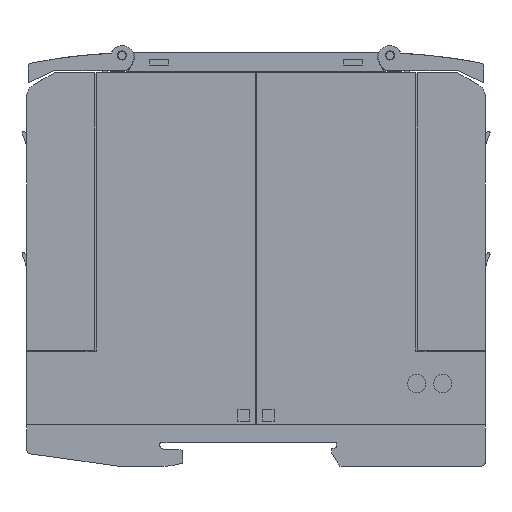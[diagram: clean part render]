
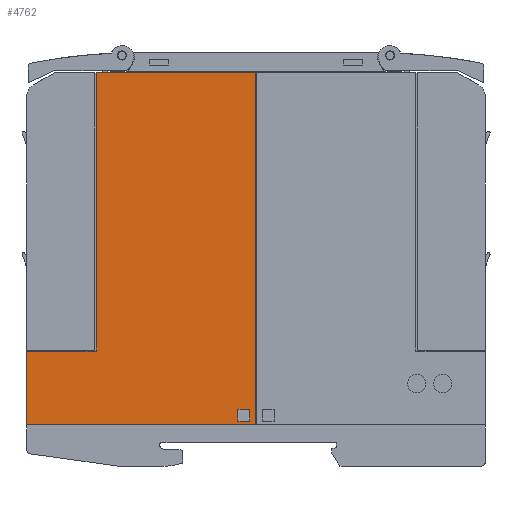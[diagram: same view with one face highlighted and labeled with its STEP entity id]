
A CAD part, left-side view. The second image highlights one B-rep face of the part: STEP entity #4762.
In plain terms, the highlighted planar face has unit normal (-1, 0, 0).
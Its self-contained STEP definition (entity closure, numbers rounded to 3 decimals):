
#4762=ADVANCED_FACE('',(#9685,#9686),#9687,.T.);
#9685=FACE_OUTER_BOUND('',#14647,.T.);
#9686=FACE_BOUND('',#14648,.T.);
#9687=PLANE('',#14649);
#14647=EDGE_LOOP('',(#29884,#29885,#29886,#29887,#29888,#29889));
#14648=EDGE_LOOP('',(#29890,#29891,#29892,#29893));
#14649=AXIS2_PLACEMENT_3D('',#29894,#29895,#29896);
#29884=ORIENTED_EDGE('',*,*,#35303,.T.);
#29885=ORIENTED_EDGE('',*,*,#36291,.F.);
#29886=ORIENTED_EDGE('',*,*,#36274,.T.);
#29887=ORIENTED_EDGE('',*,*,#36298,.T.);
#29888=ORIENTED_EDGE('',*,*,#36301,.T.);
#29889=ORIENTED_EDGE('',*,*,#36287,.T.);
#29890=ORIENTED_EDGE('',*,*,#36280,.T.);
#29891=ORIENTED_EDGE('',*,*,#36259,.T.);
#29892=ORIENTED_EDGE('',*,*,#36267,.T.);
#29893=ORIENTED_EDGE('',*,*,#36284,.T.);
#29894=CARTESIAN_POINT('',(0.0,75.98,9.001));
#29895=DIRECTION('',(-1.0,0.0,0.0));
#29896=DIRECTION('',(0.0,1.0,0.0));
#35303=EDGE_CURVE('',#43917,#43914,#43918,.T.);
#36259=EDGE_CURVE('',#45345,#45343,#45346,.T.);
#36267=EDGE_CURVE('',#45343,#45354,#45356,.T.);
#36274=EDGE_CURVE('',#45368,#45366,#45369,.T.);
#36280=EDGE_CURVE('',#45378,#45345,#45379,.T.);
#36284=EDGE_CURVE('',#45354,#45378,#45383,.T.);
#36287=EDGE_CURVE('',#45387,#43917,#45388,.T.);
#36291=EDGE_CURVE('',#45368,#43914,#45392,.T.);
#36298=EDGE_CURVE('',#45366,#45400,#45402,.T.);
#36301=EDGE_CURVE('',#45400,#45387,#45405,.T.);
#43914=VERTEX_POINT('',#56813);
#43917=VERTEX_POINT('',#56817);
#43918=LINE('',#56818,#56819);
#45343=VERTEX_POINT('',#58898);
#45345=VERTEX_POINT('',#58901);
#45346=LINE('',#58902,#58903);
#45354=VERTEX_POINT('',#58915);
#45356=LINE('',#58918,#58919);
#45366=VERTEX_POINT('',#58933);
#45368=VERTEX_POINT('',#58936);
#45369=LINE('',#58937,#58938);
#45378=VERTEX_POINT('',#58951);
#45379=LINE('',#58952,#58953);
#45383=LINE('',#58959,#58960);
#45387=VERTEX_POINT('',#58965);
#45388=LINE('',#58966,#58967);
#45392=LINE('',#58973,#58974);
#45400=VERTEX_POINT('',#58985);
#45402=LINE('',#58988,#58989);
#45405=LINE('',#58993,#58994);
#56813=CARTESIAN_POINT('',(0.0,100.93,25.101));
#56817=CARTESIAN_POINT('',(0.0,85.83,25.101));
#56818=CARTESIAN_POINT('',(0.0,84.705,25.101));
#56819=VECTOR('',#63912,1.0);
#58898=CARTESIAN_POINT('',(0.0,54.93,9.801));
#58901=CARTESIAN_POINT('',(0.0,52.33,9.801));
#58902=CARTESIAN_POINT('',(0.0,64.805,9.801));
#58903=VECTOR('',#64724,1.0);
#58915=CARTESIAN_POINT('',(0.0,54.93,12.401));
#58918=CARTESIAN_POINT('',(0.0,54.93,10.051));
#58919=VECTOR('',#64730,1.0);
#58933=CARTESIAN_POINT('',(0.0,51.03,9.001));
#58936=CARTESIAN_POINT('',(0.0,100.93,9.001));
#58937=CARTESIAN_POINT('',(0.0,100.93,9.001));
#58938=VECTOR('',#64736,1.0);
#58951=CARTESIAN_POINT('',(0.0,52.33,12.401));
#58952=CARTESIAN_POINT('',(0.0,52.33,10.051));
#58953=VECTOR('',#64741,1.0);
#58959=CARTESIAN_POINT('',(0.0,64.805,12.401));
#58960=VECTOR('',#64744,1.0);
#58965=CARTESIAN_POINT('',(0.0,85.83,85.801));
#58966=CARTESIAN_POINT('',(0.0,85.83,32.226));
#58967=VECTOR('',#64746,1.0);
#58973=CARTESIAN_POINT('',(0.0,100.93,9.001));
#58974=VECTOR('',#64749,1.0);
#58985=CARTESIAN_POINT('',(0.0,51.03,85.801));
#58988=CARTESIAN_POINT('',(0.0,51.03,9.001));
#58989=VECTOR('',#64754,1.0);
#58993=CARTESIAN_POINT('',(0.0,100.93,85.801));
#58994=VECTOR('',#64756,1.0);
#63912=DIRECTION('',(0.0,1.0,0.0));
#64724=DIRECTION('',(0.0,1.0,0.0));
#64730=DIRECTION('',(0.0,0.0,1.0));
#64736=DIRECTION('',(0.0,-1.0,0.0));
#64741=DIRECTION('',(0.0,0.0,-1.0));
#64744=DIRECTION('',(0.0,-1.0,0.0));
#64746=DIRECTION('',(0.0,0.0,-1.0));
#64749=DIRECTION('',(0.0,0.0,1.0));
#64754=DIRECTION('',(0.0,0.0,1.0));
#64756=DIRECTION('',(0.0,1.0,0.0));
